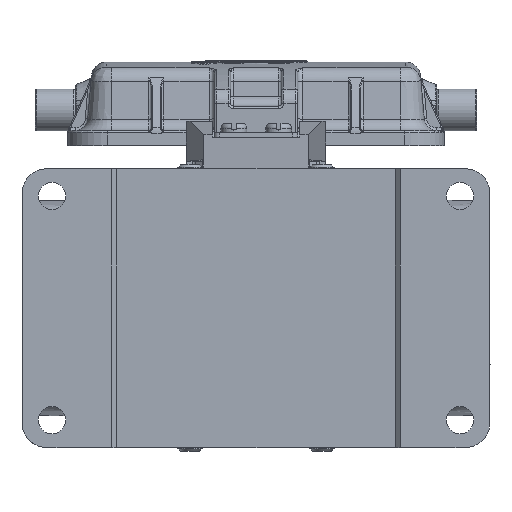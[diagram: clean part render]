
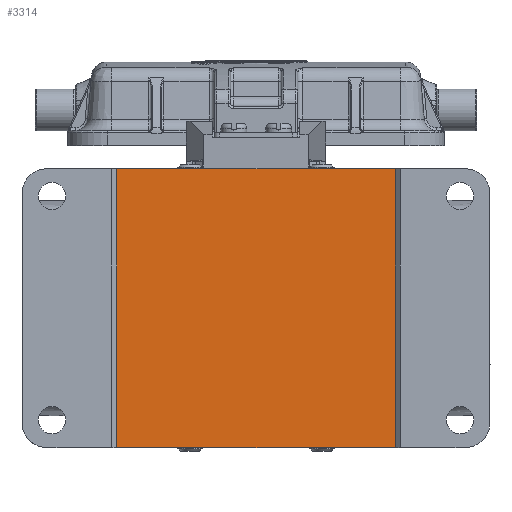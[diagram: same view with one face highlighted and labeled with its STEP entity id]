
A CAD part, front view. The second image highlights one B-rep face of the part: STEP entity #3314.
In plain terms, the highlighted planar face has unit normal (0, -1, 0).
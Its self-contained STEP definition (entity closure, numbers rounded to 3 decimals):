
#2078=PLANE('',#23396);
#3314=ADVANCED_FACE('NONE',(#4745),#2078,.F.);
#4745=FACE_OUTER_BOUND('',#6112,.T.);
#6112=EDGE_LOOP('',(#9311,#9312,#9313,#9314));
#9311=ORIENTED_EDGE('',*,*,#17732,.F.);
#9312=ORIENTED_EDGE('',*,*,#17737,.T.);
#9313=ORIENTED_EDGE('',*,*,#17670,.F.);
#9314=ORIENTED_EDGE('',*,*,#17734,.T.);
#15315=VERTEX_POINT('',#32559);
#15316=VERTEX_POINT('',#32561);
#15349=VERTEX_POINT('',#33001);
#15350=VERTEX_POINT('',#33003);
#17670=EDGE_CURVE('NONE',#15315,#15316,#20799,.T.);
#17732=EDGE_CURVE('NONE',#15349,#15350,#20833,.T.);
#17734=EDGE_CURVE('NONE',#15315,#15350,#20835,.T.);
#17737=EDGE_CURVE('NONE',#15349,#15316,#20838,.T.);
#20799=LINE('',#32560,#22057);
#20833=LINE('',#33002,#22091);
#20835=LINE('',#33006,#22093);
#20838=LINE('',#33011,#22096);
#22057=VECTOR('',#26193,1.);
#22091=VECTOR('',#26297,1.);
#22093=VECTOR('',#26301,1.);
#22096=VECTOR('',#26308,1.);
#23396=AXIS2_PLACEMENT_3D('',#33013,#26311,#26312);
#26193=DIRECTION('',(1.,0.,0.));
#26297=DIRECTION('',(-1.,0.,0.));
#26301=DIRECTION('',(0.,0.,-1.));
#26308=DIRECTION('',(0.,0.,1.));
#26311=DIRECTION('',(0.,1.,0.));
#26312=DIRECTION('',(0.,0.,1.));
#32559=CARTESIAN_POINT('',(-28.,-76.,28.));
#32560=CARTESIAN_POINT('',(-47.,-76.,28.));
#32561=CARTESIAN_POINT('',(28.,-76.,28.));
#33001=CARTESIAN_POINT('',(28.,-76.,-28.));
#33002=CARTESIAN_POINT('',(47.,-76.,-28.));
#33003=CARTESIAN_POINT('',(-28.,-76.,-28.));
#33006=CARTESIAN_POINT('',(-28.,-76.,33.6));
#33011=CARTESIAN_POINT('',(28.,-76.,33.6));
#33013=CARTESIAN_POINT('',(28.,-76.,33.6));
